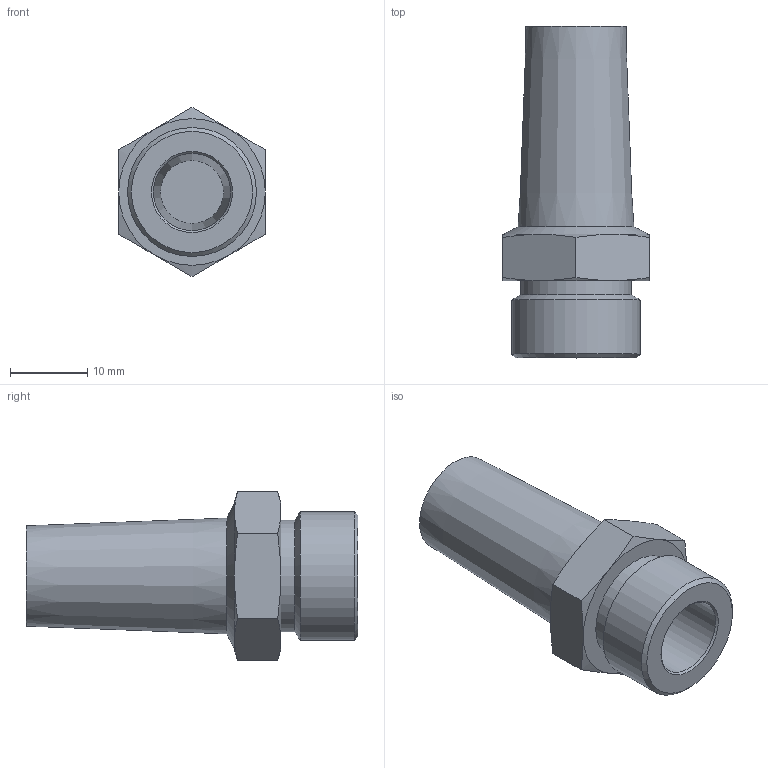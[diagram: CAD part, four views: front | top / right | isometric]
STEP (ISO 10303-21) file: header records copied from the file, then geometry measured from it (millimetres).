
FILE_DESCRIPTION(/* description */ (''),/* implementation_level */ '2;1');
FILE_NAME(/* name */ 'sd_38_ms-la.stp',/* time_stamp */ '2017-08-03T12:16:14+02:00',/* author */ ('Hamoud'),/* organization */ (''),/* preprocessor_version */ 'ST-DEVELOPER v15.6',/* originating_system */ 'Autodesk Inventor LT ',/* authorisation */ '');
FILE_SCHEMA (('AUTOMOTIVE_DESIGN { 1 0 10303 214 3 1 1 }'));
Length unit declared in the file: millimetre
Products named in the file (1): sd_38_ms-la
Bounding box: 19 x 43 x 21.94 mm (x, y, z)
Volume: 5218.2 mm3; surface area: 3907.1 mm2
Topology: 1 solids, 1 shells, 32 faces, 63 edges, 36 vertices
Faces by surface type: cone 18, plane 11, cylinder 3
Full cylindrical faces by diameter (mm): 10 x1, 14.4 x1, 16.7 x1
Entity records: 762 total; most frequent: CARTESIAN_POINT 171, DIRECTION 120, ORIENTED_EDGE 108, AXIS2_PLACEMENT_3D 57, EDGE_CURVE 54, EDGE_LOOP 44, VERTEX_POINT 36, FACE_OUTER_BOUND 32
